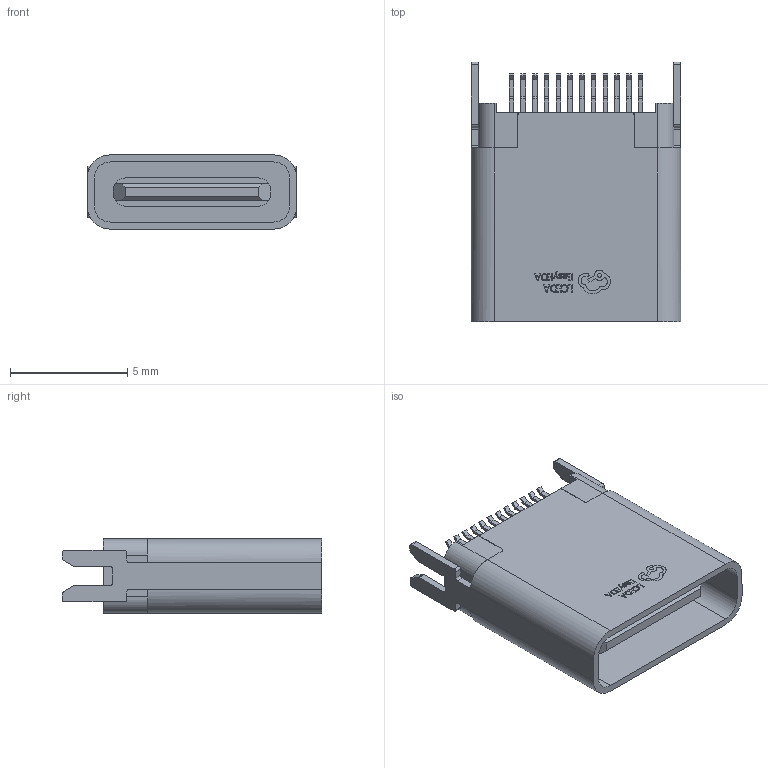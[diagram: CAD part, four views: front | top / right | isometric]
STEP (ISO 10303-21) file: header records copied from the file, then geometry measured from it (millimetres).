
FILE_DESCRIPTION (( 'STEP AP214' ), '1' );
FILE_NAME ('USB-C-SMD_TYPE-C-31-M-20.step', '2022-07-15T09:22:58', ( '' ), ( '' ), 'SwSTEP 2.0', 'SolidWorks 2020', '' );
FILE_SCHEMA (( 'AUTOMOTIVE_DESIGN' ));
Length unit declared in the file: millimetre
Products named in the file (1): USB-C-SMD_TYPE-C-31-M-20
Bounding box: 8.94 x 11.05 x 3.16 mm (x, y, z)
Volume: 159 mm3; surface area: 610.6 mm2
Topology: 15 solids, 15 shells, 694 faces, 1891 edges, 1258 vertices
Faces by surface type: plane 522, bspline 112, cylinder 60
Entity records: 30154 total; most frequent: CARTESIAN_POINT 6080, ORIENTED_EDGE 3782, DIRECTION 2929, EDGE_CURVE 1891, LINE 1539, VECTOR 1539, VERTEX_POINT 1258, EDGE_LOOP 739
